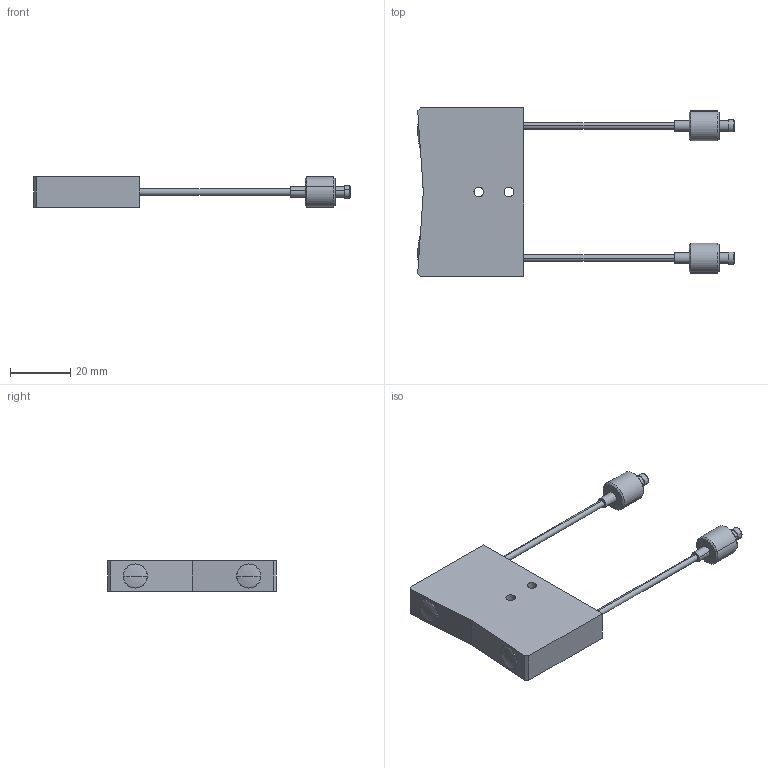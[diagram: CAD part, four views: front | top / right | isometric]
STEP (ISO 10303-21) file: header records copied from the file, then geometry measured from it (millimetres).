
FILE_DESCRIPTION (( 'STEP AP214' ), '1' );
FILE_NAME ('GPF-VD50-LF-2.0AC.STEP', '2017-11-17T09:06:21', ( 'TWLEE' ), ( '' ), 'SwSTEP 2.0', 'SolidWorks 2015', '' );
FILE_SCHEMA (( 'AUTOMOTIVE_DESIGN' ));
Length unit declared in the file: millimetre
Products named in the file (5): GPF-VD50-LF-2.0AC_HEAD2; GPF-VD50-LF-2.0AC_LENS; GPF-VD50-LF-2.0AC_FIBER; GPF-VD50-LF-2.0AC_HEAD; GPF-VD50-LF-2.0AC
Assembly tree (7 placements, depth 2):
  GPF-VD50-LF-2.0AC
    GPF-VD50-LF-2.0AC_HEAD
    GPF-VD50-LF-2.0AC_FIBER  x2
    GPF-VD50-LF-2.0AC_LENS  x2
    GPF-VD50-LF-2.0AC_HEAD2  x2
Bounding box: 105.32 x 56 x 10 mm (x, y, z)
Volume: 21272.2 mm3; surface area: 7899.1 mm2
Topology: 7 solids, 7 shells, 81 faces, 161 edges, 100 vertices
Faces by surface type: cylinder 36, plane 29, cone 12, bspline 4
Entity records: 1593 total; most frequent: DIRECTION 265, CARTESIAN_POINT 262, ORIENTED_EDGE 202, AXIS2_PLACEMENT_3D 108, EDGE_CURVE 101, VERTEX_POINT 65, EDGE_LOOP 60, ADVANCED_FACE 50
